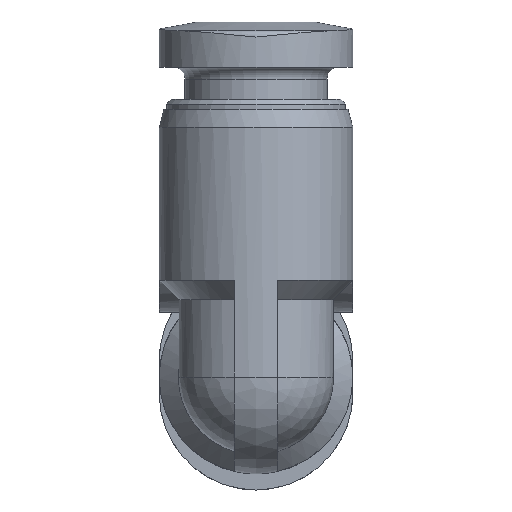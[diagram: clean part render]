
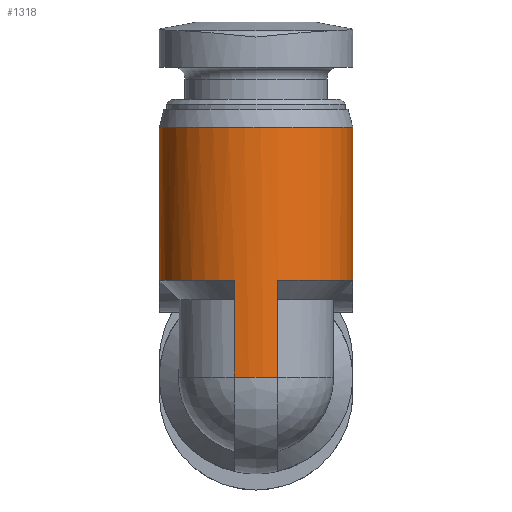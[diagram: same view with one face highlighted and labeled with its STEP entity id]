
A CAD part, left-side view. The second image highlights one B-rep face of the part: STEP entity #1318.
In plain terms, the highlighted cylindrical face has radius 3 mm (diameter 6 mm), a full revolution.
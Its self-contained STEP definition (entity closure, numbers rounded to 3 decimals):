
#60=LINE('',#1863,#84);
#61=LINE('',#1867,#85);
#84=VECTOR('',#1553,1000.);
#85=VECTOR('',#1556,1000.);
#110=B_SPLINE_CURVE_WITH_KNOTS('',3,(#1848,#1849,#1850,#1851,#1852,#1853,
#1854,#1855,#1856,#1857,#1858),.UNSPECIFIED.,.F.,.F.,(4,1,1,1,1,1,1,1,4),
(0.009,0.01,0.012,0.013,
0.014,0.016,0.017,0.018,
0.02),.UNSPECIFIED.);
#168=ORIENTED_EDGE('',*,*,#409,.F.);
#169=ORIENTED_EDGE('',*,*,#410,.F.);
#170=ORIENTED_EDGE('',*,*,#411,.T.);
#171=ORIENTED_EDGE('',*,*,#412,.T.);
#172=ORIENTED_EDGE('',*,*,#413,.T.);
#173=ORIENTED_EDGE('',*,*,#414,.F.);
#174=ORIENTED_EDGE('',*,*,#415,.T.);
#409=EDGE_CURVE('',#529,#529,#615,.T.);
#410=EDGE_CURVE('',#530,#531,#110,.T.);
#411=EDGE_CURVE('',#530,#532,#616,.T.);
#412=EDGE_CURVE('',#532,#533,#60,.T.);
#413=EDGE_CURVE('',#533,#534,#617,.T.);
#414=EDGE_CURVE('',#535,#534,#61,.T.);
#415=EDGE_CURVE('',#535,#531,#618,.T.);
#529=VERTEX_POINT('',#1847);
#530=VERTEX_POINT('',#1859);
#531=VERTEX_POINT('',#1860);
#532=VERTEX_POINT('',#1862);
#533=VERTEX_POINT('',#1864);
#534=VERTEX_POINT('',#1866);
#535=VERTEX_POINT('',#1868);
#615=CIRCLE('',#1400,3.);
#616=CIRCLE('',#1401,3.);
#617=CIRCLE('',#1402,3.);
#618=CIRCLE('',#1403,3.);
#669=EDGE_LOOP('',(#168));
#670=EDGE_LOOP('',(#169,#170,#171,#172,#173,#174));
#766=FACE_BOUND('',#669,.T.);
#767=FACE_BOUND('',#670,.T.);
#858=CYLINDRICAL_SURFACE('',#1399,3.);
#1318=ADVANCED_FACE('',(#766,#767),#858,.T.);
#1399=AXIS2_PLACEMENT_3D('',#1845,#1547,#1548);
#1400=AXIS2_PLACEMENT_3D('',#1846,#1549,#1550);
#1401=AXIS2_PLACEMENT_3D('',#1861,#1551,#1552);
#1402=AXIS2_PLACEMENT_3D('',#1865,#1554,#1555);
#1403=AXIS2_PLACEMENT_3D('',#1869,#1557,#1558);
#1547=DIRECTION('',(0.,0.,-1.));
#1548=DIRECTION('',(-1.,0.,0.));
#1549=DIRECTION('',(0.,0.,1.));
#1550=DIRECTION('',(0.,-1.,0.));
#1551=DIRECTION('',(0.,0.,1.));
#1552=DIRECTION('',(0.,-1.,0.));
#1553=DIRECTION('',(0.,0.,-1.));
#1554=DIRECTION('',(0.,0.,1.));
#1555=DIRECTION('',(1.,0.,0.));
#1556=DIRECTION('',(0.,0.,-1.));
#1557=DIRECTION('',(0.,0.,1.));
#1558=DIRECTION('',(0.,-1.,0.));
#1845=CARTESIAN_POINT('',(0.,0.,3.));
#1846=CARTESIAN_POINT('',(0.,0.,7.743));
#1847=CARTESIAN_POINT('',(0.,-3.,7.743));
#1848=CARTESIAN_POINT('',(2.5,1.658,3.));
#1849=CARTESIAN_POINT('',(2.301,1.959,3.266));
#1850=CARTESIAN_POINT('',(1.907,2.313,4.051));
#1851=CARTESIAN_POINT('',(2.073,2.201,5.481));
#1852=CARTESIAN_POINT('',(2.786,1.348,6.373));
#1853=CARTESIAN_POINT('',(3.108,-0.01,6.564));
#1854=CARTESIAN_POINT('',(2.783,-1.349,6.37));
#1855=CARTESIAN_POINT('',(2.073,-2.201,5.48));
#1856=CARTESIAN_POINT('',(1.907,-2.313,4.052));
#1857=CARTESIAN_POINT('',(2.3,-1.96,3.267));
#1858=CARTESIAN_POINT('',(2.5,-1.658,3.));
#1859=CARTESIAN_POINT('',(2.5,1.658,3.));
#1860=CARTESIAN_POINT('',(2.5,-1.658,3.));
#1861=CARTESIAN_POINT('',(0.,0.,3.));
#1862=CARTESIAN_POINT('',(-2.925,0.667,3.));
#1863=CARTESIAN_POINT('',(-2.925,0.667,3.));
#1864=CARTESIAN_POINT('',(-2.925,0.667,0.));
#1865=CARTESIAN_POINT('',(0.,0.,0.));
#1866=CARTESIAN_POINT('',(-2.925,-0.667,0.));
#1867=CARTESIAN_POINT('',(-2.925,-0.667,3.));
#1868=CARTESIAN_POINT('',(-2.925,-0.667,3.));
#1869=CARTESIAN_POINT('',(0.,0.,3.));
